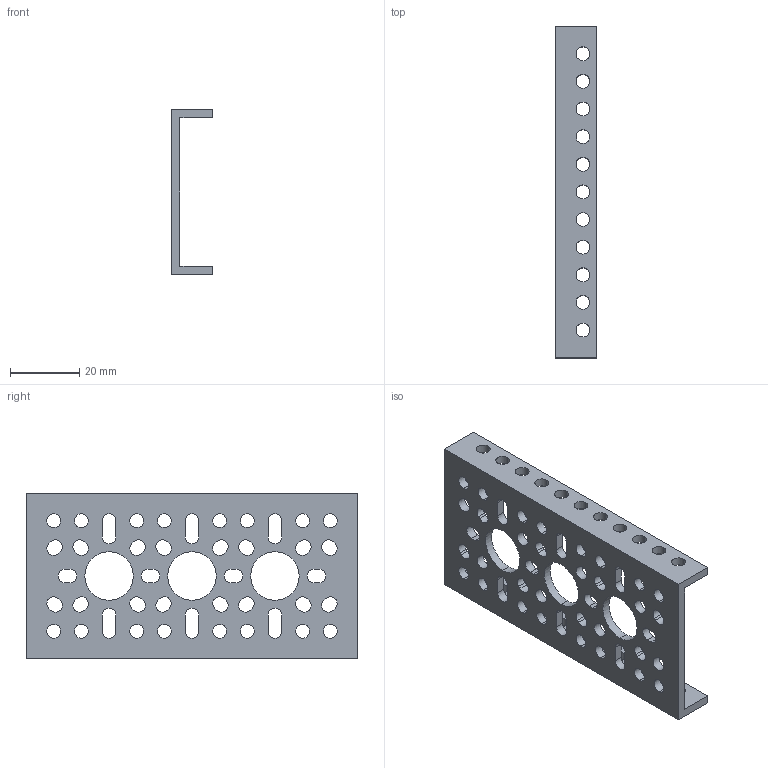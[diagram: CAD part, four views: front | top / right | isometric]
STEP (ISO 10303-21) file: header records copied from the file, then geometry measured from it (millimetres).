
FILE_DESCRIPTION(('Open CASCADE Model'),'2;1');
FILE_NAME('Open CASCADE Shape Model','2023-08-02T22:12:45',('Author'),( 'Open CASCADE'),'Open CASCADE STEP processor 7.7','Open CASCADE 7.7' ,'Unknown');
FILE_SCHEMA(('AUTOMOTIVE_DESIGN { 1 0 10303 214 1 1 1 1 }'));
Length unit declared in the file: millimetre
Products named in the file (1): Open CASCADE STEP translator 7.7 1
Bounding box: 12 x 96 x 48 mm (x, y, z)
Volume: 12469 mm3; surface area: 13353.6 mm2
Topology: 1 solids, 1 shells, 215 faces, 639 edges, 426 vertices
Faces by surface type: cylinder 153, plane 62
Entity records: 7637 total; most frequent: DIRECTION 1377, CARTESIAN_POINT 1281, ORIENTED_EDGE 1278, EDGE_CURVE 639, AXIS2_PLACEMENT_3D 522, VERTEX_POINT 426, FACE_BOUND 349, EDGE_LOOP 349
